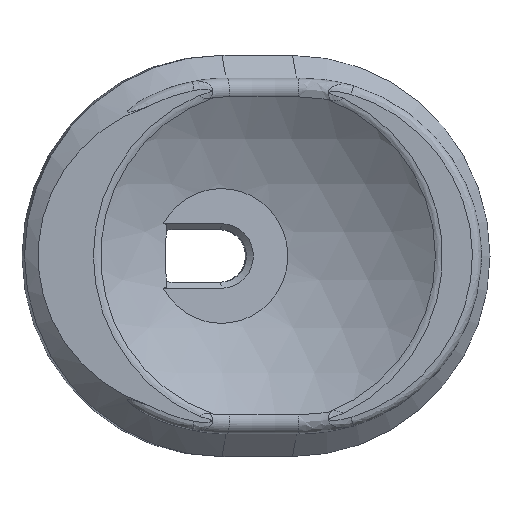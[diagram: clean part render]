
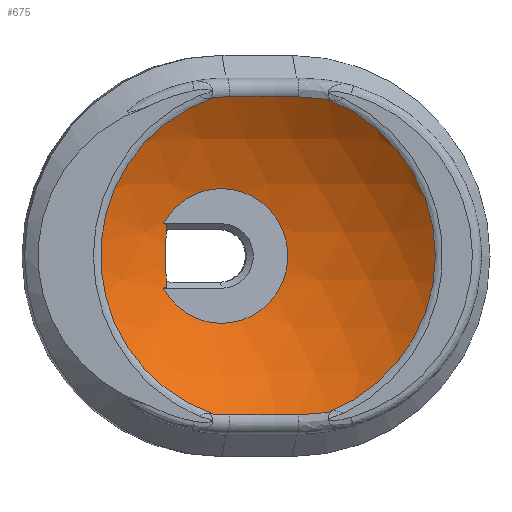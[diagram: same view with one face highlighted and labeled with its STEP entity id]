
A CAD part, top view. The second image highlights one B-rep face of the part: STEP entity #675.
In plain terms, the highlighted spherical face has radius 23.1 mm.
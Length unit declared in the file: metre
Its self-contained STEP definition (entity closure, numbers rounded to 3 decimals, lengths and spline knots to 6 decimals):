
#129=SPHERICAL_SURFACE('',#734,0.0231);
#134=B_SPLINE_CURVE_WITH_KNOTS('',3,(#1037,#1038,#1039,#1040),
 .UNSPECIFIED.,.F.,.F.,(4,4),(0.045952,0.048491),
 .UNSPECIFIED.);
#135=B_SPLINE_CURVE_WITH_KNOTS('',3,(#1052,#1053,#1054,#1055),
 .UNSPECIFIED.,.F.,.F.,(4,4),(0.,0.002448),.UNSPECIFIED.);
#161=ORIENTED_EDGE('',*,*,#367,.T.);
#162=ORIENTED_EDGE('',*,*,#373,.T.);
#163=ORIENTED_EDGE('',*,*,#374,.T.);
#164=ORIENTED_EDGE('',*,*,#375,.T.);
#165=ORIENTED_EDGE('',*,*,#376,.T.);
#166=ORIENTED_EDGE('',*,*,#377,.T.);
#167=ORIENTED_EDGE('',*,*,#378,.T.);
#168=ORIENTED_EDGE('',*,*,#379,.T.);
#169=ORIENTED_EDGE('',*,*,#380,.F.);
#170=ORIENTED_EDGE('',*,*,#381,.T.);
#171=ORIENTED_EDGE('',*,*,#382,.F.);
#172=ORIENTED_EDGE('',*,*,#383,.T.);
#367=EDGE_CURVE('',#473,#474,#538,.F.);
#373=EDGE_CURVE('',#474,#479,#134,.F.);
#374=EDGE_CURVE('',#479,#480,#540,.F.);
#375=EDGE_CURVE('',#480,#481,#541,.T.);
#376=EDGE_CURVE('',#481,#482,#542,.F.);
#377=EDGE_CURVE('',#482,#483,#543,.T.);
#378=EDGE_CURVE('',#483,#484,#544,.F.);
#379=EDGE_CURVE('',#484,#473,#135,.T.);
#380=EDGE_CURVE('',#485,#486,#545,.T.);
#381=EDGE_CURVE('',#485,#487,#546,.T.);
#382=EDGE_CURVE('',#488,#487,#547,.T.);
#383=EDGE_CURVE('',#488,#486,#548,.T.);
#473=VERTEX_POINT('',#1011);
#474=VERTEX_POINT('',#1012);
#479=VERTEX_POINT('',#1041);
#480=VERTEX_POINT('',#1043);
#481=VERTEX_POINT('',#1045);
#482=VERTEX_POINT('',#1047);
#483=VERTEX_POINT('',#1049);
#484=VERTEX_POINT('',#1051);
#485=VERTEX_POINT('',#1057);
#486=VERTEX_POINT('',#1058);
#487=VERTEX_POINT('',#1060);
#488=VERTEX_POINT('',#1062);
#538=CIRCLE('',#732,0.014025);
#540=CIRCLE('',#735,0.018871);
#541=CIRCLE('',#736,0.013323);
#542=CIRCLE('',#737,0.014025);
#543=CIRCLE('',#738,0.013323);
#544=CIRCLE('',#739,0.018871);
#545=CIRCLE('',#740,0.022617);
#546=CIRCLE('',#741,0.014785);
#547=CIRCLE('',#742,0.005644);
#548=CIRCLE('',#743,0.014785);
#575=EDGE_LOOP('',(#161,#162,#163,#164,#165,#166,#167,#168));
#576=EDGE_LOOP('',(#169,#170,#171,#172));
#622=FACE_BOUND('',#575,.T.);
#623=FACE_BOUND('',#576,.T.);
#675=ADVANCED_FACE('',(#622,#623),#129,.F.);
#732=AXIS2_PLACEMENT_3D('',#1010,#815,#816);
#734=AXIS2_PLACEMENT_3D('',#1036,#819,#820);
#735=AXIS2_PLACEMENT_3D('',#1042,#821,#822);
#736=AXIS2_PLACEMENT_3D('',#1044,#823,#824);
#737=AXIS2_PLACEMENT_3D('',#1046,#825,#826);
#738=AXIS2_PLACEMENT_3D('',#1048,#827,#828);
#739=AXIS2_PLACEMENT_3D('',#1050,#829,#830);
#740=AXIS2_PLACEMENT_3D('',#1056,#831,#832);
#741=AXIS2_PLACEMENT_3D('',#1059,#833,#834);
#742=AXIS2_PLACEMENT_3D('',#1061,#835,#836);
#743=AXIS2_PLACEMENT_3D('',#1063,#837,#838);
#815=DIRECTION('',(0.,0.,-1.));
#816=DIRECTION('',(-1.,0.,0.));
#819=DIRECTION('',(0.,1.,0.));
#820=DIRECTION('',(1.,0.,0.));
#821=DIRECTION('',(0.,-1.,0.));
#822=DIRECTION('',(0.,0.,-1.));
#823=DIRECTION('',(0.174,0.,0.985));
#824=DIRECTION('',(0.985,0.,-0.174));
#825=DIRECTION('',(0.,0.,-1.));
#826=DIRECTION('',(-1.,0.,0.));
#827=DIRECTION('',(0.174,0.,0.985));
#828=DIRECTION('',(0.985,0.,-0.174));
#829=DIRECTION('',(0.,1.,0.));
#830=DIRECTION('',(-1.,0.,0.));
#831=DIRECTION('',(-0.985,0.,0.174));
#832=DIRECTION('',(-0.174,0.,-0.985));
#833=DIRECTION('',(-0.123,0.707,-0.696));
#834=DIRECTION('',(0.,-0.702,-0.712));
#835=DIRECTION('',(0.174,0.,0.985));
#836=DIRECTION('',(-0.985,0.,0.174));
#837=DIRECTION('',(-0.123,-0.707,-0.696));
#838=DIRECTION('',(0.,-0.702,0.712));
#1010=CARTESIAN_POINT('',(0.0381,-0.00334,0.011645));
#1011=CARTESIAN_POINT('',(0.043054,-0.016461,0.011645));
#1012=CARTESIAN_POINT('',(0.043054,0.009781,0.011645));
#1036=CARTESIAN_POINT('',(0.0381,-0.00334,0.03));
#1037=CARTESIAN_POINT('',(0.040643,0.009983,0.011301));
#1038=CARTESIAN_POINT('',(0.041458,0.009983,0.011412));
#1039=CARTESIAN_POINT('',(0.042262,0.009915,0.011527));
#1040=CARTESIAN_POINT('',(0.043054,0.009781,0.011645));
#1041=CARTESIAN_POINT('',(0.040643,0.009983,0.011301));
#1042=CARTESIAN_POINT('',(0.0381,0.009983,0.03));
#1043=CARTESIAN_POINT('',(0.034823,0.009983,0.011416));
#1044=CARTESIAN_POINT('',(0.034823,-0.00334,0.011416));
#1045=CARTESIAN_POINT('',(0.033527,0.009918,0.011645));
#1046=CARTESIAN_POINT('',(0.0381,-0.00334,0.011645));
#1047=CARTESIAN_POINT('',(0.033527,-0.016598,0.011645));
#1048=CARTESIAN_POINT('',(0.034823,-0.00334,0.011416));
#1049=CARTESIAN_POINT('',(0.034823,-0.016663,0.011416));
#1050=CARTESIAN_POINT('',(0.0381,-0.016663,0.03));
#1051=CARTESIAN_POINT('',(0.040643,-0.016663,0.011301));
#1052=CARTESIAN_POINT('',(0.040643,-0.016663,0.011301));
#1053=CARTESIAN_POINT('',(0.041452,-0.016663,0.011412));
#1054=CARTESIAN_POINT('',(0.042262,-0.016595,0.011527));
#1055=CARTESIAN_POINT('',(0.043054,-0.016461,0.011645));
#1056=CARTESIAN_POINT('',(0.033471,-0.00334,0.030816));
#1057=CARTESIAN_POINT('',(0.029571,-0.000702,0.008695));
#1058=CARTESIAN_POINT('',(0.029571,-0.005978,0.008695));
#1059=CARTESIAN_POINT('',(0.035921,0.00921,0.017641));
#1060=CARTESIAN_POINT('',(0.02933,-0.00064,0.008801));
#1061=CARTESIAN_POINT('',(0.03421,-0.00334,0.00794));
#1062=CARTESIAN_POINT('',(0.02933,-0.00604,0.008801));
#1063=CARTESIAN_POINT('',(0.035921,-0.01589,0.017641));
